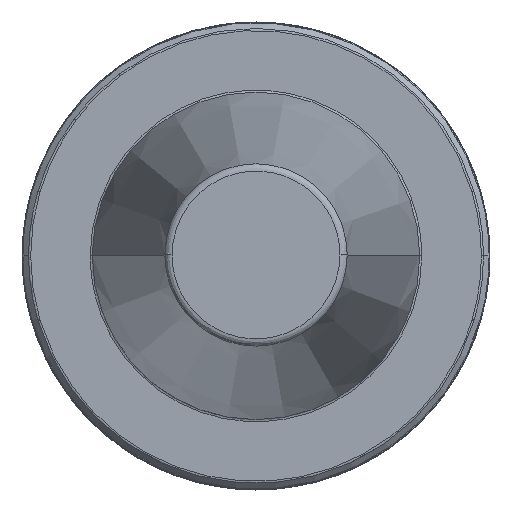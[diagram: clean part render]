
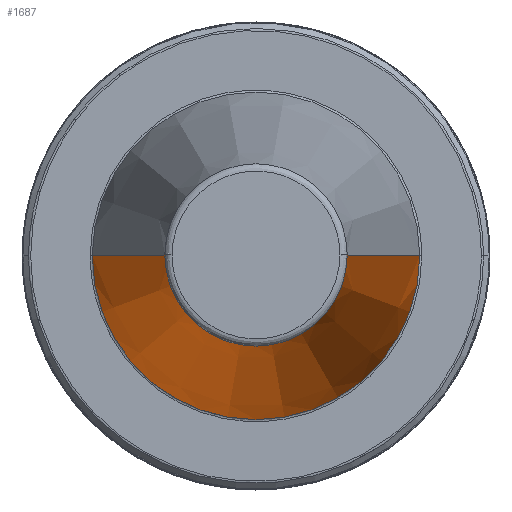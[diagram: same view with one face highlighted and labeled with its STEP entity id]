
A CAD part, top view. The second image highlights one B-rep face of the part: STEP entity #1687.
In plain terms, the highlighted conical face has half-angle 8.297 degrees and reference radius 22.225 mm.
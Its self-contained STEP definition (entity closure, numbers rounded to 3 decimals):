
#142 = VERTEX_POINT ( 'NONE', #2248 ) ;
#152 = LINE ( 'NONE', #2977, #2466 ) ;
#203 = DIRECTION ( 'NONE',  ( 0.144, 0., -0.99 ) ) ;
#212 = ORIENTED_EDGE ( 'NONE', *, *, #2094, .F. ) ;
#373 = DIRECTION ( 'NONE',  ( 0., 0., 1. ) ) ;
#407 = AXIS2_PLACEMENT_3D ( 'NONE', #1327, #2943, #1557 ) ;
#483 = AXIS2_PLACEMENT_3D ( 'NONE', #2920, #832, #1063 ) ;
#509 = EDGE_CURVE ( 'NONE', #142, #1941, #2276, .T. ) ;
#648 = AXIS2_PLACEMENT_3D ( 'NONE', #1768, #373, #2007 ) ;
#682 = EDGE_CURVE ( 'NONE', #1941, #2500, #2592, .T. ) ;
#702 = ORIENTED_EDGE ( 'NONE', *, *, #509, .T. ) ;
#732 = ORIENTED_EDGE ( 'NONE', *, *, #682, .T. ) ;
#770 = DIRECTION ( 'NONE',  ( -0.144, 0., -0.99 ) ) ;
#832 = DIRECTION ( 'NONE',  ( 0., 0., -1. ) ) ;
#999 = CARTESIAN_POINT ( 'NONE',  ( -22.225, 0., 0. ) ) ;
#1063 = DIRECTION ( 'NONE',  ( -1., 0., 0. ) ) ;
#1107 = CIRCLE ( 'NONE', #407, 12.375 ) ;
#1327 = CARTESIAN_POINT ( 'NONE',  ( 0., 0., 67.544 ) ) ;
#1367 = EDGE_CURVE ( 'NONE', #2934, #142, #1107, .T. ) ;
#1481 = CARTESIAN_POINT ( 'NONE',  ( -22.225, 0., 0. ) ) ;
#1557 = DIRECTION ( 'NONE',  ( -1., 0., 0. ) ) ;
#1687 = ADVANCED_FACE ( 'NONE', ( #2507 ), #2964, .T. ) ;
#1768 = CARTESIAN_POINT ( 'NONE',  ( 0., 0., 0. ) ) ;
#1890 = ORIENTED_EDGE ( 'NONE', *, *, #1367, .T. ) ;
#1941 = VERTEX_POINT ( 'NONE', #1481 ) ;
#2007 = DIRECTION ( 'NONE',  ( -1., 0., 0. ) ) ;
#2094 = EDGE_CURVE ( 'NONE', #2934, #2500, #152, .T. ) ;
#2248 = CARTESIAN_POINT ( 'NONE',  ( -12.375, 0., 67.544 ) ) ;
#2276 = LINE ( 'NONE', #999, #2813 ) ;
#2466 = VECTOR ( 'NONE', #203, 1000. ) ;
#2500 = VERTEX_POINT ( 'NONE', #3000 ) ;
#2507 = FACE_OUTER_BOUND ( 'NONE', #2610, .T. ) ;
#2592 = CIRCLE ( 'NONE', #648, 22.225 ) ;
#2610 = EDGE_LOOP ( 'NONE', ( #212, #1890, #702, #732 ) ) ;
#2813 = VECTOR ( 'NONE', #770, 1000. ) ;
#2920 = CARTESIAN_POINT ( 'NONE',  ( 0., 0., 0. ) ) ;
#2934 = VERTEX_POINT ( 'NONE', #3005 ) ;
#2943 = DIRECTION ( 'NONE',  ( 0., 0., -1. ) ) ;
#2964 = CONICAL_SURFACE ( 'NONE', #483, 22.225, 0.145 ) ;
#2977 = CARTESIAN_POINT ( 'NONE',  ( 22.225, 0., 0. ) ) ;
#3000 = CARTESIAN_POINT ( 'NONE',  ( 22.225, 0., 0. ) ) ;
#3005 = CARTESIAN_POINT ( 'NONE',  ( 12.375, 0., 67.544 ) ) ;
